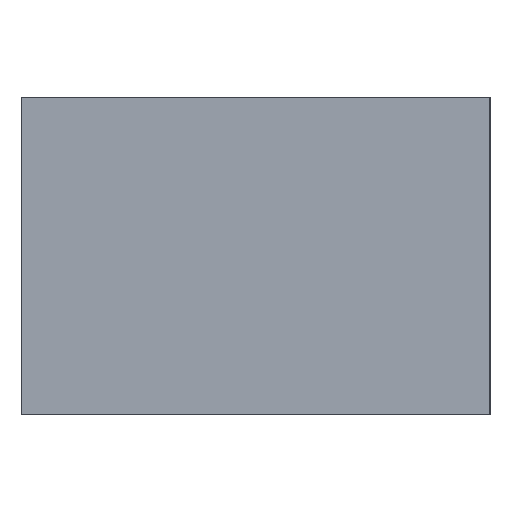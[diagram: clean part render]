
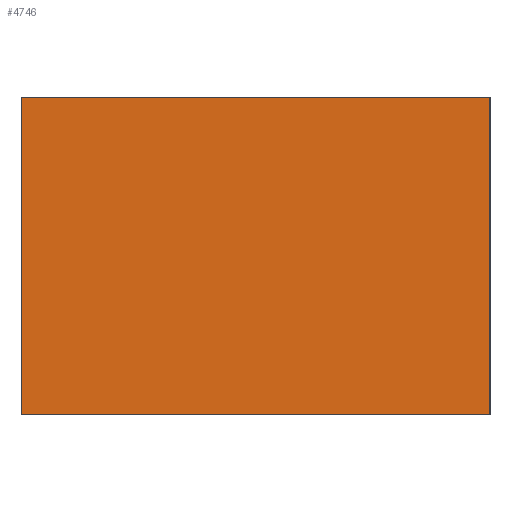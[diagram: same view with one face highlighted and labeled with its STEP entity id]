
A CAD part, left-side view. The second image highlights one B-rep face of the part: STEP entity #4746.
In plain terms, the highlighted planar face has unit normal (-1, 0, 0).
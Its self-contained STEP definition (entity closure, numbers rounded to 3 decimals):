
#406=ORIENTED_EDGE('',*,*,#1125,.T.);
#407=ORIENTED_EDGE('',*,*,#1126,.F.);
#408=ORIENTED_EDGE('',*,*,#1127,.T.);
#409=ORIENTED_EDGE('',*,*,#1090,.T.);
#1090=EDGE_CURVE('',#1451,#1450,#1744,.T.);
#1125=EDGE_CURVE('',#1450,#1484,#1765,.T.);
#1126=EDGE_CURVE('',#1485,#1484,#1766,.T.);
#1127=EDGE_CURVE('',#1485,#1451,#1767,.T.);
#1450=VERTEX_POINT('',#6458);
#1451=VERTEX_POINT('',#6460);
#1484=VERTEX_POINT('',#6686);
#1485=VERTEX_POINT('',#6688);
#1744=LINE('',#6459,#1902);
#1765=LINE('',#6685,#1923);
#1766=LINE('',#6687,#1924);
#1767=LINE('',#6689,#1925);
#1902=VECTOR('',#5445,1000.);
#1923=VECTOR('',#5480,1000.);
#1924=VECTOR('',#5481,1000.);
#1925=VECTOR('',#5482,1000.);
#2047=EDGE_LOOP('',(#406,#407,#408,#409));
#2473=FACE_BOUND('',#2047,.T.);
#2888=PLANE('',#5006);
#4746=ADVANCED_FACE('',(#2473),#2888,.F.);
#5006=AXIS2_PLACEMENT_3D('',#6684,#5478,#5479);
#5445=DIRECTION('',(0.,0.,-1.));
#5478=DIRECTION('',(1.,0.,0.));
#5479=DIRECTION('',(0.,0.,-1.));
#5480=DIRECTION('',(0.,-1.,0.));
#5481=DIRECTION('',(0.,0.,-1.));
#5482=DIRECTION('',(0.,1.,0.));
#6458=CARTESIAN_POINT('',(-47.5,20.,0.));
#6459=CARTESIAN_POINT('',(-47.5,20.,15.));
#6460=CARTESIAN_POINT('',(-47.5,20.,27.1));
#6684=CARTESIAN_POINT('',(-47.5,20.,15.));
#6685=CARTESIAN_POINT('',(-47.5,20.,0.));
#6686=CARTESIAN_POINT('',(-47.5,-20.,0.));
#6687=CARTESIAN_POINT('',(-47.5,-20.,15.));
#6688=CARTESIAN_POINT('',(-47.5,-20.,27.1));
#6689=CARTESIAN_POINT('',(-47.5,-20.,27.1));
